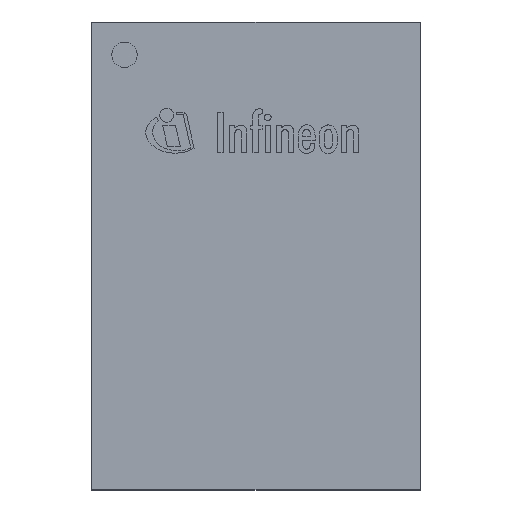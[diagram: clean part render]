
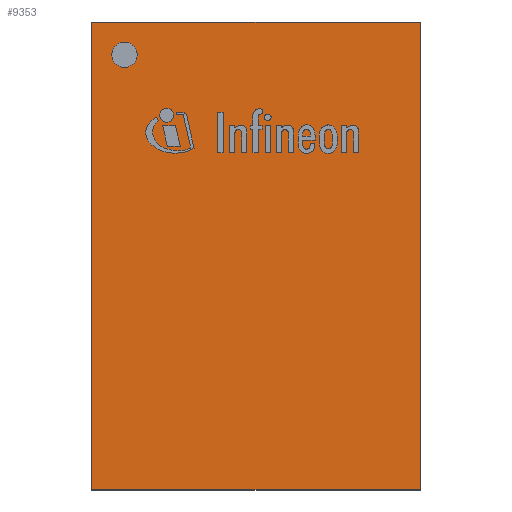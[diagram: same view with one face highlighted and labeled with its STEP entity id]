
A CAD part, top view. The second image highlights one B-rep face of the part: STEP entity #9353.
In plain terms, the highlighted planar face has unit normal (0, 0, 1).
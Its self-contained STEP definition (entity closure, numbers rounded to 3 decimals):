
#182=FACE_BOUND('',#964,.T.);
#270=CIRCLE('',#9965,0.25);
#406=FACE_OUTER_BOUND('',#963,.T.);
#963=EDGE_LOOP('',(#6202,#6203,#6204,#6205));
#964=EDGE_LOOP('',(#6206));
#1611=LINE('',#12807,#2787);
#1615=LINE('',#12814,#2791);
#1618=LINE('',#12820,#2794);
#1620=LINE('',#12823,#2796);
#2787=VECTOR('',#10538,1000.);
#2791=VECTOR('',#10544,1000.);
#2794=VECTOR('',#10549,1000.);
#2796=VECTOR('',#10553,1000.);
#3957=VERTEX_POINT('',#12797);
#3960=VERTEX_POINT('',#12804);
#3961=VERTEX_POINT('',#12806);
#3963=VERTEX_POINT('',#12812);
#3965=VERTEX_POINT('',#12818);
#4846=EDGE_CURVE('',#3957,#3957,#270,.T.);
#4849=EDGE_CURVE('',#3961,#3960,#1611,.T.);
#4853=EDGE_CURVE('',#3960,#3963,#1615,.T.);
#4856=EDGE_CURVE('',#3963,#3965,#1618,.T.);
#4858=EDGE_CURVE('',#3965,#3961,#1620,.T.);
#6202=ORIENTED_EDGE('',*,*,#4849,.T.);
#6203=ORIENTED_EDGE('',*,*,#4853,.T.);
#6204=ORIENTED_EDGE('',*,*,#4856,.T.);
#6205=ORIENTED_EDGE('',*,*,#4858,.T.);
#6206=ORIENTED_EDGE('',*,*,#4846,.F.);
#8820=PLANE('',#9970);
#9353=ADVANCED_FACE('',(#406,#182),#8820,.T.);
#9965=AXIS2_PLACEMENT_3D('',#12799,#10532,#10533);
#9970=AXIS2_PLACEMENT_3D('',#12824,#10554,#10555);
#10532=DIRECTION('center_axis',(0.,0.,1.));
#10533=DIRECTION('ref_axis',(1.,0.,0.));
#10538=DIRECTION('',(0.,-1.,0.));
#10544=DIRECTION('',(1.,0.,0.));
#10549=DIRECTION('',(0.,1.,0.));
#10553=DIRECTION('',(-1.,0.,0.));
#10554=DIRECTION('center_axis',(0.,0.,1.));
#10555=DIRECTION('ref_axis',(1.,0.,0.));
#12797=CARTESIAN_POINT('',(-2.85,3.975,1.));
#12799=CARTESIAN_POINT('Origin',(-2.6,3.975,1.));
#12804=CARTESIAN_POINT('',(-3.25,-4.625,1.));
#12806=CARTESIAN_POINT('',(-3.25,4.625,1.));
#12807=CARTESIAN_POINT('',(-3.25,4.625,1.));
#12812=CARTESIAN_POINT('',(3.25,-4.625,1.));
#12814=CARTESIAN_POINT('',(-3.25,-4.625,1.));
#12818=CARTESIAN_POINT('',(3.25,4.625,1.));
#12820=CARTESIAN_POINT('',(3.25,-4.625,1.));
#12823=CARTESIAN_POINT('',(3.25,4.625,1.));
#12824=CARTESIAN_POINT('Origin',(0.,0.,1.));
